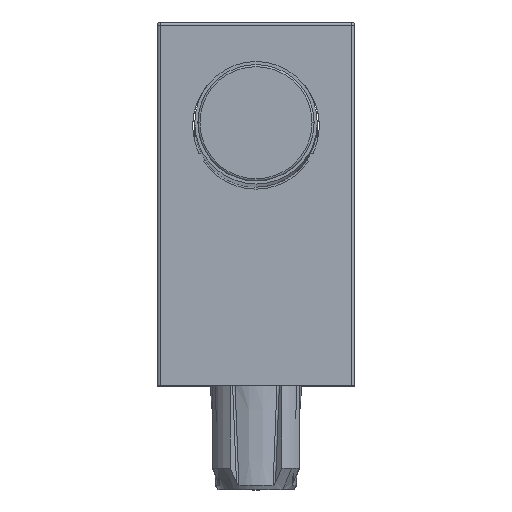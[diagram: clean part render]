
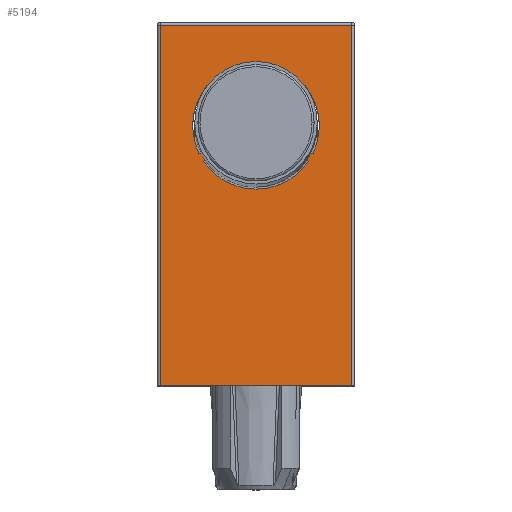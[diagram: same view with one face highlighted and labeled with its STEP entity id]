
A CAD part, top view. The second image highlights one B-rep face of the part: STEP entity #5194.
In plain terms, the highlighted planar face has unit normal (0, 0, 1).
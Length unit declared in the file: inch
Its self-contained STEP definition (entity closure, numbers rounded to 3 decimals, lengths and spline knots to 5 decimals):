
#610=CARTESIAN_POINT('',(0.095,0.3641,0.));
#611=DIRECTION('',(0.,0.,-1.));
#612=DIRECTION('',(-0.901,-0.435,0.));
#613=AXIS2_PLACEMENT_3D('',#610,#611,#612);
#672=DIRECTION('',(0.,-1.,0.));
#673=VECTOR('',#672,0.347);
#674=CARTESIAN_POINT('',(0.187,0.4611,0.));
#675=LINE('',#674,#673);
#676=DIRECTION('',(0.,1.,0.));
#677=VECTOR('',#676,0.347);
#678=CARTESIAN_POINT('',(0.003,0.1141,0.));
#679=LINE('',#678,#677);
#680=DIRECTION('',(-1.,0.,0.));
#681=VECTOR('',#680,0.184);
#682=CARTESIAN_POINT('',(0.187,0.4611,0.));
#683=LINE('',#682,#681);
#684=CARTESIAN_POINT('',(0.095,0.3641,0.));
#685=DIRECTION('',(0.,0.,-1.));
#686=DIRECTION('',(0.,1.,0.));
#687=AXIS2_PLACEMENT_3D('',#684,#685,#686);
#689=CARTESIAN_POINT('',(0.095,0.3641,0.));
#690=DIRECTION('',(0.,0.,-1.));
#691=DIRECTION('',(-0.049,0.999,0.));
#692=AXIS2_PLACEMENT_3D('',#689,#690,#691);
#694=CARTESIAN_POINT('',(0.095,0.4271,0.));
#695=DIRECTION('',(0.,0.,1.));
#696=DIRECTION('',(-0.901,-0.433,0.));
#697=AXIS2_PLACEMENT_3D('',#694,#695,#696);
#699=CARTESIAN_POINT('',(0.04044,0.3326,0.));
#700=DIRECTION('',(0.,0.,1.));
#701=DIRECTION('',(0.415,0.91,0.));
#702=AXIS2_PLACEMENT_3D('',#699,#700,#701);
#704=CARTESIAN_POINT('',(0.095,0.3641,0.));
#705=DIRECTION('',(0.,0.,-1.));
#706=DIRECTION('',(-0.84,-0.542,0.));
#707=AXIS2_PLACEMENT_3D('',#704,#705,#706);
#709=CARTESIAN_POINT('',(0.04044,0.3326,0.));
#710=DIRECTION('',(0.,0.,1.));
#711=DIRECTION('',(0.826,-0.564,0.));
#712=AXIS2_PLACEMENT_3D('',#709,#710,#711);
#714=CARTESIAN_POINT('',(0.14956,0.3326,0.));
#715=DIRECTION('',(0.,0.,1.));
#716=DIRECTION('',(-0.995,-0.096,0.));
#717=AXIS2_PLACEMENT_3D('',#714,#715,#716);
#719=CARTESIAN_POINT('',(0.095,0.3641,0.));
#720=DIRECTION('',(0.,0.,-1.));
#721=DIRECTION('',(0.89,-0.457,0.));
#722=AXIS2_PLACEMENT_3D('',#719,#720,#721);
#724=CARTESIAN_POINT('',(0.14956,0.3326,0.));
#725=DIRECTION('',(0.,0.,1.));
#726=DIRECTION('',(0.075,0.997,0.));
#727=AXIS2_PLACEMENT_3D('',#724,#725,#726);
#729=CARTESIAN_POINT('',(0.095,0.4271,0.));
#730=DIRECTION('',(0.,0.,1.));
#731=DIRECTION('',(0.58,-0.814,0.));
#732=AXIS2_PLACEMENT_3D('',#729,#730,#731);
#838=DIRECTION('',(1.,0.,0.));
#839=VECTOR('',#838,0.184);
#840=CARTESIAN_POINT('',(0.003,0.1141,0.));
#841=LINE('',#840,#839);
#1723=CARTESIAN_POINT('',(0.095,0.3641,0.));
#1724=DIRECTION('',(0.,0.,-1.));
#1725=DIRECTION('',(0.074,0.997,0.));
#1726=AXIS2_PLACEMENT_3D('',#1723,#1724,#1725);
#3223=CARTESIAN_POINT('',(0.095,0.3641,0.));
#3224=DIRECTION('',(0.,0.,-1.));
#3225=DIRECTION('',(0.827,-0.563,0.));
#3226=AXIS2_PLACEMENT_3D('',#3223,#3224,#3225);
#3771=CARTESIAN_POINT('',(0.09951,0.42493,0.));
#3773=VERTEX_POINT('',#3771);
#3775=CARTESIAN_POINT('',(0.09049,0.42493,0.));
#3777=VERTEX_POINT('',#3775);
#3778=CARTESIAN_POINT('',(0.04006,0.33759,0.));
#3779=VERTEX_POINT('',#3778);
#3780=CARTESIAN_POINT('',(0.14994,0.33759,0.));
#3781=VERTEX_POINT('',#3780);
#3782=CARTESIAN_POINT('',(0.14543,0.32978,0.));
#3783=CARTESIAN_POINT('',(0.04457,0.32978,0.));
#3784=VERTEX_POINT('',#3782);
#3785=VERTEX_POINT('',#3783);
#3814=CARTESIAN_POINT('',(0.187,0.4611,0.));
#3815=CARTESIAN_POINT('',(0.187,0.1141,0.));
#3816=VERTEX_POINT('',#3814);
#3817=VERTEX_POINT('',#3815);
#3820=CARTESIAN_POINT('',(0.003,0.4611,0.));
#3821=VERTEX_POINT('',#3820);
#3824=CARTESIAN_POINT('',(0.003,0.1141,0.));
#3825=VERTEX_POINT('',#3824);
#4683=CARTESIAN_POINT('',(0.095,0.4231,0.));
#4684=CARTESIAN_POINT('',(0.0979,0.42303,0.));
#4685=VERTEX_POINT('',#4683);
#4686=VERTEX_POINT('',#4684);
#4687=CARTESIAN_POINT('',(0.14748,0.33715,0.));
#4688=CARTESIAN_POINT('',(0.14458,0.33212,0.));
#4689=VERTEX_POINT('',#4687);
#4690=VERTEX_POINT('',#4688);
#4691=CARTESIAN_POINT('',(0.04542,0.33212,0.));
#4692=CARTESIAN_POINT('',(0.04252,0.33715,0.));
#4693=VERTEX_POINT('',#4691);
#4694=VERTEX_POINT('',#4692);
#4695=CARTESIAN_POINT('',(0.0921,0.42303,0.));
#4696=VERTEX_POINT('',#4695);
#5154=CARTESIAN_POINT('',(0.,0.4641,0.));
#5155=DIRECTION('',(0.,0.,1.));
#5156=DIRECTION('',(0.,-1.,0.));
#5157=AXIS2_PLACEMENT_3D('',#5154,#5155,#5156);
#5158=PLANE('',#5157);
#5160=ORIENTED_EDGE('',*,*,#5159,.T.);
#5162=ORIENTED_EDGE('',*,*,#5161,.F.);
#5164=ORIENTED_EDGE('',*,*,#5163,.T.);
#5166=ORIENTED_EDGE('',*,*,#5165,.F.);
#5167=EDGE_LOOP('',(#5160,#5162,#5164,#5166));
#5168=FACE_OUTER_BOUND('',#5167,.F.);
#5170=ORIENTED_EDGE('',*,*,#5169,.F.);
#5171=ORIENTED_EDGE('',*,*,#5131,.F.);
#5173=ORIENTED_EDGE('',*,*,#5172,.F.);
#5174=ORIENTED_EDGE('',*,*,#5054,.F.);
#5176=ORIENTED_EDGE('',*,*,#5175,.F.);
#5177=ORIENTED_EDGE('',*,*,#5083,.F.);
#5179=ORIENTED_EDGE('',*,*,#5178,.F.);
#5181=ORIENTED_EDGE('',*,*,#5180,.F.);
#5183=ORIENTED_EDGE('',*,*,#5182,.F.);
#5185=ORIENTED_EDGE('',*,*,#5184,.F.);
#5187=ORIENTED_EDGE('',*,*,#5186,.F.);
#5189=ORIENTED_EDGE('',*,*,#5188,.F.);
#5191=ORIENTED_EDGE('',*,*,#5190,.F.);
#5192=EDGE_LOOP('',(#5170,#5171,#5173,#5174,#5176,#5177,#5179,#5181,#5183,#5185,
#5187,#5189,#5191));
#5193=FACE_BOUND('',#5192,.F.);
#5194=ADVANCED_FACE('',(#5168,#5193),#5158,.T.);
#614=CIRCLE('',#613,0.061);
#688=CIRCLE('',#687,0.059);
#693=CIRCLE('',#692,0.059);
#698=CIRCLE('',#697,0.005);
#703=CIRCLE('',#702,0.005);
#708=CIRCLE('',#707,0.059);
#713=CIRCLE('',#712,0.005);
#718=CIRCLE('',#717,0.005);
#723=CIRCLE('',#722,0.059);
#728=CIRCLE('',#727,0.005);
#733=CIRCLE('',#732,0.005);
#1727=CIRCLE('',#1726,0.061);
#3227=CIRCLE('',#3226,0.061);
#5054=EDGE_CURVE('',#3779,#3777,#614,.T.);
#5083=EDGE_CURVE('',#4693,#4694,#708,.T.);
#5131=EDGE_CURVE('',#4696,#4685,#693,.T.);
#5159=EDGE_CURVE('',#3816,#3817,#675,.T.);
#5161=EDGE_CURVE('',#3825,#3817,#841,.T.);
#5163=EDGE_CURVE('',#3825,#3821,#679,.T.);
#5165=EDGE_CURVE('',#3816,#3821,#683,.T.);
#5169=EDGE_CURVE('',#4685,#4686,#688,.T.);
#5172=EDGE_CURVE('',#3777,#4696,#698,.T.);
#5175=EDGE_CURVE('',#4694,#3779,#703,.T.);
#5178=EDGE_CURVE('',#3785,#4693,#713,.T.);
#5180=EDGE_CURVE('',#3784,#3785,#3227,.T.);
#5182=EDGE_CURVE('',#4690,#3784,#718,.T.);
#5184=EDGE_CURVE('',#4689,#4690,#723,.T.);
#5186=EDGE_CURVE('',#3781,#4689,#728,.T.);
#5188=EDGE_CURVE('',#3773,#3781,#1727,.T.);
#5190=EDGE_CURVE('',#4686,#3773,#733,.T.);
